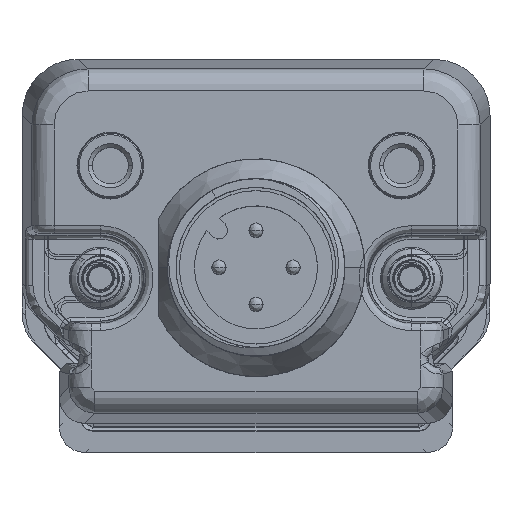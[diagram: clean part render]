
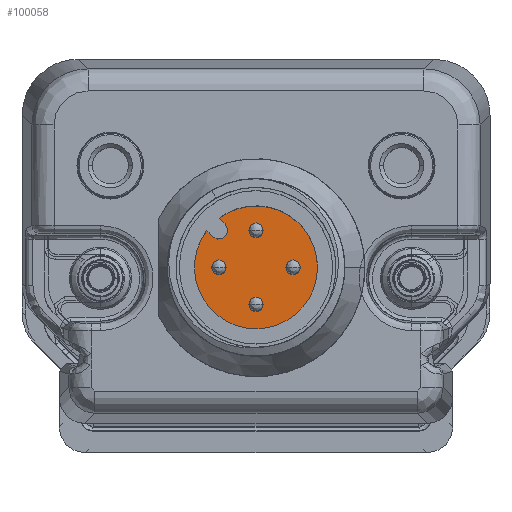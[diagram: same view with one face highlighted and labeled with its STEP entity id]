
A CAD part, top view. The second image highlights one B-rep face of the part: STEP entity #100058.
In plain terms, the highlighted planar face has unit normal (0, 0, 1).
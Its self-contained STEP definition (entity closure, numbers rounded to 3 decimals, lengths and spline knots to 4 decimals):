
#46685=CARTESIAN_POINT('',(0.,1.,584.87));
#46686=DIRECTION('',(0.,0.,1.));
#46687=DIRECTION('',(-0.802,0.597,0.));
#46688=AXIS2_PLACEMENT_3D('',#46685,#46686,#46687);
#46690=DIRECTION('',(-0.707,0.707,0.));
#46691=VECTOR('',#46690,0.5564);
#46692=CARTESIAN_POINT('',(-2.9345,3.086,584.87));
#46693=LINE('',#46692,#46691);
#46694=CARTESIAN_POINT('',(-2.5102,3.5102,584.87));
#46695=DIRECTION('',(0.,0.,-1.));
#46696=DIRECTION('',(0.707,0.707,0.));
#46697=AXIS2_PLACEMENT_3D('',#46694,#46695,#46696);
#46699=DIRECTION('',(0.707,-0.707,0.));
#46700=VECTOR('',#46699,0.5564);
#46701=CARTESIAN_POINT('',(-2.4794,4.3279,584.87));
#46702=LINE('',#46701,#46700);
#46703=CARTESIAN_POINT('',(0.,3.5,584.87));
#46704=DIRECTION('',(0.,0.,-1.));
#46705=DIRECTION('',(1.,0.,0.));
#46706=AXIS2_PLACEMENT_3D('',#46703,#46704,#46705);
#46708=CARTESIAN_POINT('',(0.,3.5,584.87));
#46709=DIRECTION('',(0.,0.,-1.));
#46710=DIRECTION('',(-1.,0.,0.));
#46711=AXIS2_PLACEMENT_3D('',#46708,#46709,#46710);
#46713=CARTESIAN_POINT('',(-2.5,1.,584.87));
#46714=DIRECTION('',(0.,0.,-1.));
#46715=DIRECTION('',(1.,0.,0.));
#46716=AXIS2_PLACEMENT_3D('',#46713,#46714,#46715);
#46718=CARTESIAN_POINT('',(-2.5,1.,584.87));
#46719=DIRECTION('',(0.,0.,-1.));
#46720=DIRECTION('',(-1.,0.,0.));
#46721=AXIS2_PLACEMENT_3D('',#46718,#46719,#46720);
#46723=CARTESIAN_POINT('',(0.,-1.5,584.87));
#46724=DIRECTION('',(0.,0.,-1.));
#46725=DIRECTION('',(1.,0.,0.));
#46726=AXIS2_PLACEMENT_3D('',#46723,#46724,#46725);
#46728=CARTESIAN_POINT('',(0.,-1.5,584.87));
#46729=DIRECTION('',(0.,0.,-1.));
#46730=DIRECTION('',(-1.,0.,0.));
#46731=AXIS2_PLACEMENT_3D('',#46728,#46729,#46730);
#46733=CARTESIAN_POINT('',(2.5,1.,584.87));
#46734=DIRECTION('',(0.,0.,-1.));
#46735=DIRECTION('',(1.,0.,0.));
#46736=AXIS2_PLACEMENT_3D('',#46733,#46734,#46735);
#46738=CARTESIAN_POINT('',(2.5,1.,584.87));
#46739=DIRECTION('',(0.,0.,-1.));
#46740=DIRECTION('',(-1.,0.,0.));
#46741=AXIS2_PLACEMENT_3D('',#46738,#46739,#46740);
#62976=CARTESIAN_POINT('',(-3.3279,3.4794,584.87));
#62977=CARTESIAN_POINT('',(-2.4794,4.3279,584.87));
#62978=VERTEX_POINT('',#62976);
#62979=VERTEX_POINT('',#62977);
#62980=CARTESIAN_POINT('',(-2.086,3.9345,584.87));
#62981=VERTEX_POINT('',#62980);
#62982=CARTESIAN_POINT('',(-2.9345,3.086,584.87));
#62983=VERTEX_POINT('',#62982);
#63063=CARTESIAN_POINT('',(0.5,3.5,584.87));
#63064=CARTESIAN_POINT('',(-0.5,3.5,584.87));
#63065=VERTEX_POINT('',#63063);
#63066=VERTEX_POINT('',#63064);
#63073=CARTESIAN_POINT('',(-2.,1.,584.87));
#63074=CARTESIAN_POINT('',(-3.,1.,584.87));
#63075=VERTEX_POINT('',#63073);
#63076=VERTEX_POINT('',#63074);
#63083=CARTESIAN_POINT('',(0.5,-1.5,584.87));
#63084=CARTESIAN_POINT('',(-0.5,-1.5,584.87));
#63085=VERTEX_POINT('',#63083);
#63086=VERTEX_POINT('',#63084);
#63093=CARTESIAN_POINT('',(3.,1.,584.87));
#63094=CARTESIAN_POINT('',(2.,1.,584.87));
#63095=VERTEX_POINT('',#63093);
#63096=VERTEX_POINT('',#63094);
#100023=CARTESIAN_POINT('',(0.,1.,584.87));
#100024=DIRECTION('',(0.,0.,1.));
#100025=DIRECTION('',(0.,1.,0.));
#100026=AXIS2_PLACEMENT_3D('',#100023,#100024,#100025);
#100027=PLANE('',#100026);
#100028=ORIENTED_EDGE('',*,*,#99975,.F.);
#100029=ORIENTED_EDGE('',*,*,#99990,.F.);
#100030=ORIENTED_EDGE('',*,*,#100004,.F.);
#100031=ORIENTED_EDGE('',*,*,#100017,.F.);
#100032=EDGE_LOOP('',(#100028,#100029,#100030,#100031));
#100033=FACE_OUTER_BOUND('',#100032,.F.);
#100035=ORIENTED_EDGE('',*,*,#100034,.F.);
#100037=ORIENTED_EDGE('',*,*,#100036,.F.);
#100038=EDGE_LOOP('',(#100035,#100037));
#100039=FACE_BOUND('',#100038,.F.);
#100041=ORIENTED_EDGE('',*,*,#100040,.F.);
#100043=ORIENTED_EDGE('',*,*,#100042,.F.);
#100044=EDGE_LOOP('',(#100041,#100043));
#100045=FACE_BOUND('',#100044,.F.);
#100047=ORIENTED_EDGE('',*,*,#100046,.F.);
#100049=ORIENTED_EDGE('',*,*,#100048,.F.);
#100050=EDGE_LOOP('',(#100047,#100049));
#100051=FACE_BOUND('',#100050,.F.);
#100053=ORIENTED_EDGE('',*,*,#100052,.F.);
#100055=ORIENTED_EDGE('',*,*,#100054,.F.);
#100056=EDGE_LOOP('',(#100053,#100055));
#100057=FACE_BOUND('',#100056,.F.);
#100058=ADVANCED_FACE('',(#100033,#100039,#100045,#100051,#100057),#100027,.T.);
#46689=CIRCLE('',#46688,4.15);
#46698=CIRCLE('',#46697,0.6);
#46707=CIRCLE('',#46706,0.5);
#46712=CIRCLE('',#46711,0.5);
#46717=CIRCLE('',#46716,0.5);
#46722=CIRCLE('',#46721,0.5);
#46727=CIRCLE('',#46726,0.5);
#46732=CIRCLE('',#46731,0.5);
#46737=CIRCLE('',#46736,0.5);
#46742=CIRCLE('',#46741,0.5);
#99975=EDGE_CURVE('',#62978,#62979,#46689,.T.);
#99990=EDGE_CURVE('',#62983,#62978,#46693,.T.);
#100004=EDGE_CURVE('',#62981,#62983,#46698,.T.);
#100017=EDGE_CURVE('',#62979,#62981,#46702,.T.);
#100034=EDGE_CURVE('',#63065,#63066,#46707,.T.);
#100036=EDGE_CURVE('',#63066,#63065,#46712,.T.);
#100040=EDGE_CURVE('',#63075,#63076,#46717,.T.);
#100042=EDGE_CURVE('',#63076,#63075,#46722,.T.);
#100046=EDGE_CURVE('',#63085,#63086,#46727,.T.);
#100048=EDGE_CURVE('',#63086,#63085,#46732,.T.);
#100052=EDGE_CURVE('',#63095,#63096,#46737,.T.);
#100054=EDGE_CURVE('',#63096,#63095,#46742,.T.);
